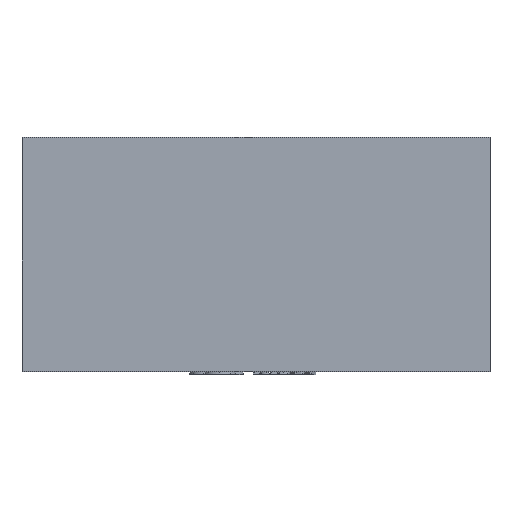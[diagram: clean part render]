
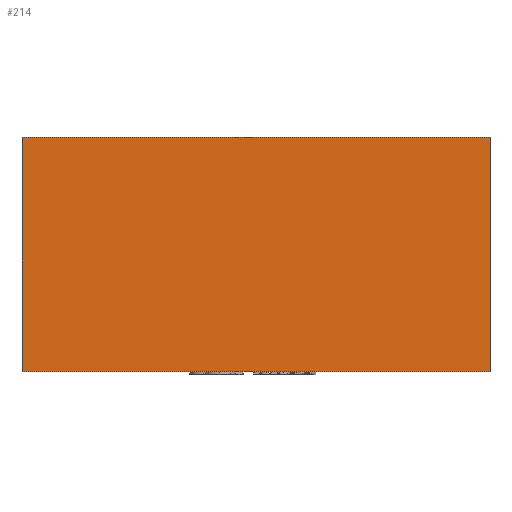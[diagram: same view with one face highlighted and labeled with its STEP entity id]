
A CAD part, top view. The second image highlights one B-rep face of the part: STEP entity #214.
In plain terms, the highlighted planar face has unit normal (0, 0, 1).
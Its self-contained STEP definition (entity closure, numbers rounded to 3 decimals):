
#214 = ADVANCED_FACE ( 'NONE', ( #3551 ), #5694, .F. ) ;
#1129 = DIRECTION ( 'NONE',  ( -1., 0., 0. ) ) ;
#1226 = LINE ( 'NONE', #2424, #4470 ) ;
#1558 = CARTESIAN_POINT ( 'NONE',  ( 0.8, 0.4, 0.5 ) ) ;
#1674 = CARTESIAN_POINT ( 'NONE',  ( -0.8, 0.4, 0.5 ) ) ;
#2314 = ORIENTED_EDGE ( 'NONE', *, *, #6262, .T. ) ;
#2424 = CARTESIAN_POINT ( 'NONE',  ( 0.8, -0.4, 0.5 ) ) ;
#2784 = VERTEX_POINT ( 'NONE', #15133 ) ;
#2993 = CARTESIAN_POINT ( 'NONE',  ( 0.8, -0.4, 0.5 ) ) ;
#3112 = DIRECTION ( 'NONE',  ( -1., 0., 0. ) ) ;
#3551 = FACE_OUTER_BOUND ( 'NONE', #12591, .T. ) ;
#4470 = VECTOR ( 'NONE', #5001, 1000. ) ;
#5001 = DIRECTION ( 'NONE',  ( 1., 0., 0. ) ) ;
#5387 = VERTEX_POINT ( 'NONE', #2993 ) ;
#5694 = PLANE ( 'NONE',  #5809 ) ;
#5802 = ORIENTED_EDGE ( 'NONE', *, *, #11696, .T. ) ;
#5809 = AXIS2_PLACEMENT_3D ( 'NONE', #11878, #14405, #1129 ) ;
#6142 = LINE ( 'NONE', #7345, #7919 ) ;
#6262 = EDGE_CURVE ( 'NONE', #2784, #15485, #14785, .T. ) ;
#6386 = VECTOR ( 'NONE', #7413, 1000. ) ;
#6909 = VECTOR ( 'NONE', #3112, 1000. ) ;
#7345 = CARTESIAN_POINT ( 'NONE',  ( 0.8, 0.4, 0.5 ) ) ;
#7413 = DIRECTION ( 'NONE',  ( 0., -1., 0. ) ) ;
#7919 = VECTOR ( 'NONE', #12194, 1000. ) ;
#8221 = LINE ( 'NONE', #9405, #6909 ) ;
#8680 = VERTEX_POINT ( 'NONE', #1558 ) ;
#9405 = CARTESIAN_POINT ( 'NONE',  ( 0.8, 0.4, 0.5 ) ) ;
#10153 = ORIENTED_EDGE ( 'NONE', *, *, #12087, .T. ) ;
#11696 = EDGE_CURVE ( 'NONE', #15485, #5387, #1226, .T. ) ;
#11878 = CARTESIAN_POINT ( 'NONE',  ( 0., 0., 0.5 ) ) ;
#12025 = EDGE_CURVE ( 'NONE', #8680, #2784, #8221, .T. ) ;
#12087 = EDGE_CURVE ( 'NONE', #5387, #8680, #6142, .T. ) ;
#12194 = DIRECTION ( 'NONE',  ( 0., 1., 0. ) ) ;
#12591 = EDGE_LOOP ( 'NONE', ( #2314, #5802, #10153, #12903 ) ) ;
#12903 = ORIENTED_EDGE ( 'NONE', *, *, #12025, .T. ) ;
#14405 = DIRECTION ( 'NONE',  ( 0., 0., -1. ) ) ;
#14542 = CARTESIAN_POINT ( 'NONE',  ( -0.8, -0.4, 0.5 ) ) ;
#14785 = LINE ( 'NONE', #1674, #6386 ) ;
#15133 = CARTESIAN_POINT ( 'NONE',  ( -0.8, 0.4, 0.5 ) ) ;
#15485 = VERTEX_POINT ( 'NONE', #14542 ) ;
